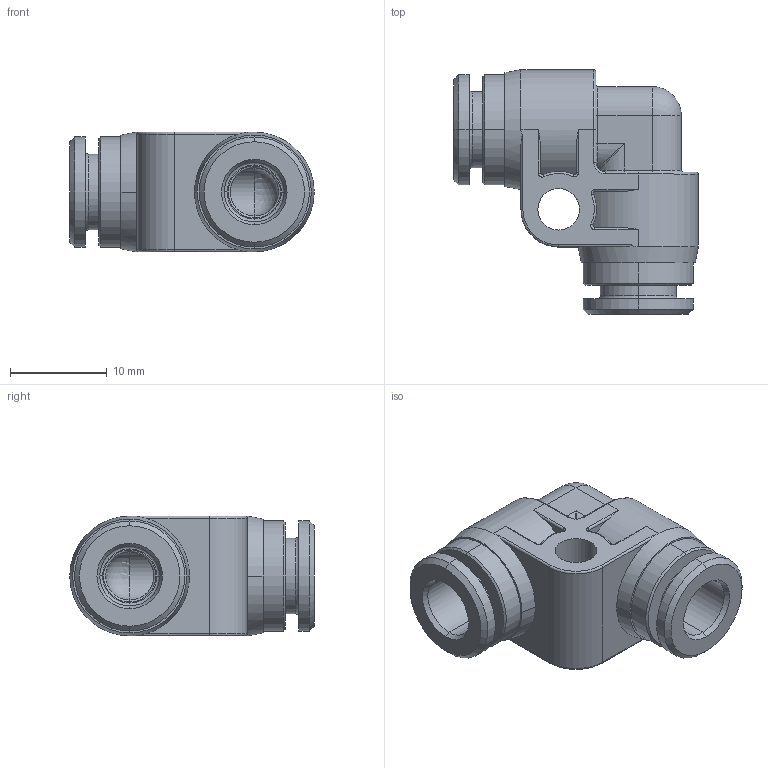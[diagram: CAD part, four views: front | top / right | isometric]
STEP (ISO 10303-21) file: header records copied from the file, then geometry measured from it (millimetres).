
FILE_DESCRIPTION(( 'MXP.28.06.06.stp' ), '1');
FILE_NAME( 'MXP.28.06.06.stp', '2021-02-22T15:44:31',( 'Sopra'),('sopra-pneumatic.com'), 'SwSTEP 2.0','SolidWorks 2009','' );
FILE_SCHEMA(('CONFIG_CONTROL_DESIGN'));
Length unit declared in the file: millimetre
Products named in the file (1): 367560B_955V-6FF
Bounding box: 25.3 x 25.3 x 12.4 mm (x, y, z)
Volume: 3104.4 mm3; surface area: 2766.4 mm2
Topology: 1 solids, 1 shells, 157 faces, 375 edges, 226 vertices
Faces by surface type: cylinder 70, torus 38, plane 28, cone 16, sphere 3, bspline 2
Entity records: 5049 total; most frequent: CARTESIAN_POINT 1306, DIRECTION 842, ORIENTED_EDGE 746, EDGE_CURVE 373, AXIS2_PLACEMENT_3D 355, VERTEX_POINT 226, CIRCLE 200, EDGE_LOOP 169
